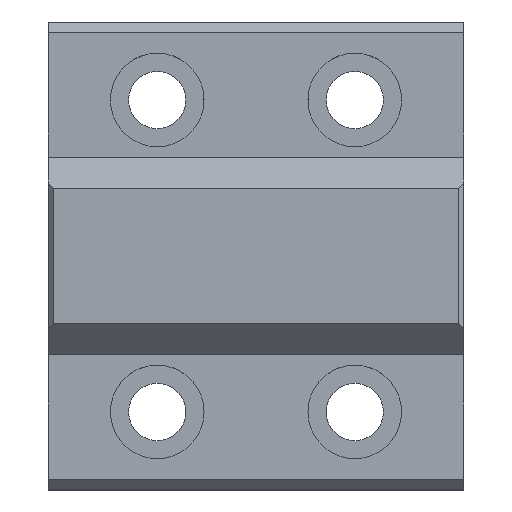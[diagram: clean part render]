
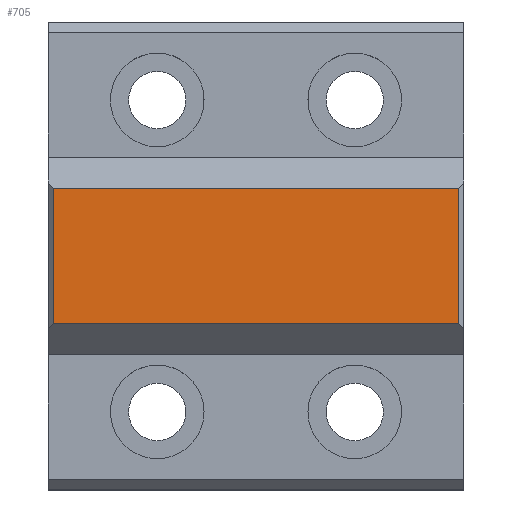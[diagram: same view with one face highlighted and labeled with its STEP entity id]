
A CAD part, top view. The second image highlights one B-rep face of the part: STEP entity #705.
In plain terms, the highlighted planar face has unit normal (0, 0, 1).
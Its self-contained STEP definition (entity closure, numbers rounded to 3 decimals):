
#14=LINE('',#1007,#80);
#36=LINE('',#1051,#102);
#40=LINE('',#1059,#106);
#78=LINE('',#1134,#144);
#80=VECTOR('',#838,26.);
#102=VECTOR('',#864,78.);
#106=VECTOR('',#870,26.);
#144=VECTOR('',#946,78.);
#215=FACE_OUTER_BOUND('',#277,.T.);
#277=EDGE_LOOP('',(#606,#607,#608,#609));
#318=VERTEX_POINT('',#1004);
#319=VERTEX_POINT('',#1006);
#339=VERTEX_POINT('',#1050);
#342=VERTEX_POINT('',#1058);
#381=EDGE_CURVE('',#318,#319,#14,.T.);
#403=EDGE_CURVE('',#319,#339,#36,.T.);
#407=EDGE_CURVE('',#339,#342,#40,.T.);
#445=EDGE_CURVE('',#342,#318,#78,.T.);
#606=ORIENTED_EDGE('',*,*,#381,.F.);
#607=ORIENTED_EDGE('',*,*,#445,.F.);
#608=ORIENTED_EDGE('',*,*,#407,.F.);
#609=ORIENTED_EDGE('',*,*,#403,.F.);
#642=PLANE('',#765);
#705=ADVANCED_FACE('',(#215),#642,.T.);
#765=AXIS2_PLACEMENT_3D('',#1133,#944,#945);
#838=DIRECTION('',(0.,-1.,0.));
#864=DIRECTION('',(-1.,0.,0.));
#870=DIRECTION('',(0.,1.,0.));
#944=DIRECTION('center_axis',(0.,0.,1.));
#945=DIRECTION('ref_axis',(1.,0.,0.));
#946=DIRECTION('',(1.,0.,0.));
#1004=CARTESIAN_POINT('',(39.,13.,31.));
#1006=CARTESIAN_POINT('',(39.,-13.,31.));
#1007=CARTESIAN_POINT('',(39.,-6.5,31.));
#1050=CARTESIAN_POINT('',(-39.,-13.,31.));
#1051=CARTESIAN_POINT('',(0.,-13.,31.));
#1058=CARTESIAN_POINT('',(-39.,13.,31.));
#1059=CARTESIAN_POINT('',(-39.,-6.5,31.));
#1133=CARTESIAN_POINT('Origin',(0.,-13.,31.));
#1134=CARTESIAN_POINT('',(0.,13.,31.));
